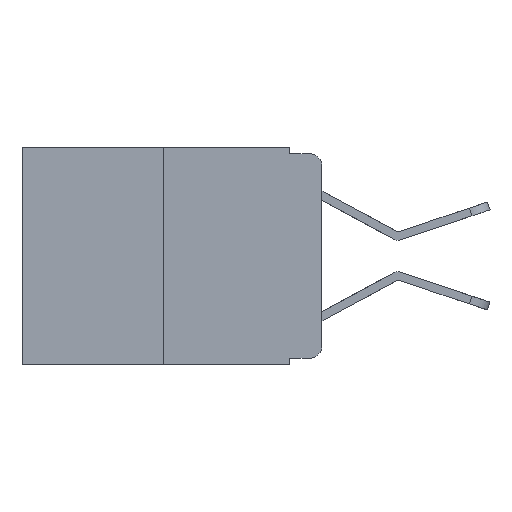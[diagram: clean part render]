
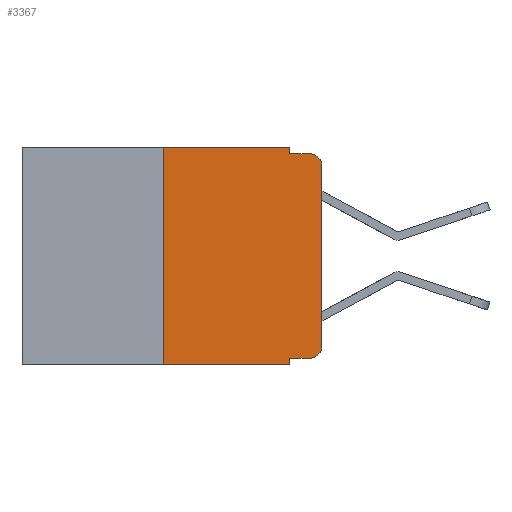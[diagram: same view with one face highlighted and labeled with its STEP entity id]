
A CAD part, left-side view. The second image highlights one B-rep face of the part: STEP entity #3367.
In plain terms, the highlighted planar face has unit normal (-1, 0, 0).
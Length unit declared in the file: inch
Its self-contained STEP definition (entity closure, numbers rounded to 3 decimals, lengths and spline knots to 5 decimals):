
#21 = CARTESIAN_POINT ( 'NONE',  ( 0., 0.051, 0. ) ) ;
#214 = AXIS2_PLACEMENT_3D ( 'NONE', #7223, #2104, #8013 ) ;
#358 = CARTESIAN_POINT ( 'NONE',  ( 0., 0.25, -0.343 ) ) ;
#472 = LINE ( 'NONE', #7941, #3187 ) ;
#483 = LINE ( 'NONE', #3147, #9027 ) ;
#1124 = VERTEX_POINT ( 'NONE', #6235 ) ;
#1128 = DIRECTION ( 'NONE',  ( 0., -1., 0. ) ) ;
#1180 = CARTESIAN_POINT ( 'NONE',  ( 0., 0.473, -0.343 ) ) ;
#1256 = VECTOR ( 'NONE', #4367, 39.37008 ) ;
#1267 = CIRCLE ( 'NONE', #1589, 0.02 ) ;
#1589 = AXIS2_PLACEMENT_3D ( 'NONE', #9220, #4634, #9943 ) ;
#2001 = DIRECTION ( 'NONE',  ( 0., 0., 1. ) ) ;
#2026 = VECTOR ( 'NONE', #5694, 39.37008 ) ;
#2104 = DIRECTION ( 'NONE',  ( 1., 0., 0. ) ) ;
#2353 = CARTESIAN_POINT ( 'NONE',  ( 0., 0.051, -0.333 ) ) ;
#2617 = CARTESIAN_POINT ( 'NONE',  ( 0., 0.051, 0. ) ) ;
#2996 = VERTEX_POINT ( 'NONE', #2617 ) ;
#3125 = CARTESIAN_POINT ( 'NONE',  ( 0., 0.02, -0.01 ) ) ;
#3147 = CARTESIAN_POINT ( 'NONE',  ( 0., 0.051, -0.333 ) ) ;
#3187 = VECTOR ( 'NONE', #2001, 39.37008 ) ;
#3296 = CARTESIAN_POINT ( 'NONE',  ( 0., 0.25, 0. ) ) ;
#3305 = VERTEX_POINT ( 'NONE', #9603 ) ;
#3367 = ADVANCED_FACE ( 'NONE', ( #7927 ), #6718, .F. ) ;
#3478 = LINE ( 'NONE', #21, #7510 ) ;
#3677 = CARTESIAN_POINT ( 'NONE',  ( 0., 0.473, 0. ) ) ;
#3725 = CARTESIAN_POINT ( 'NONE',  ( 0., 0.02, -0.03 ) ) ;
#3855 = VERTEX_POINT ( 'NONE', #3125 ) ;
#3977 = CARTESIAN_POINT ( 'NONE',  ( 0., 0., -0.03 ) ) ;
#4010 = VECTOR ( 'NONE', #4971, 39.37008 ) ;
#4204 = LINE ( 'NONE', #8570, #8120 ) ;
#4367 = DIRECTION ( 'NONE',  ( 0., -1., 0. ) ) ;
#4371 = ORIENTED_EDGE ( 'NONE', *, *, #9363, .T. ) ;
#4382 = ORIENTED_EDGE ( 'NONE', *, *, #8873, .T. ) ;
#4400 = CARTESIAN_POINT ( 'NONE',  ( 0., 0.051, -0.343 ) ) ;
#4403 = ORIENTED_EDGE ( 'NONE', *, *, #8390, .F. ) ;
#4413 = ORIENTED_EDGE ( 'NONE', *, *, #7891, .F. ) ;
#4456 = ORIENTED_EDGE ( 'NONE', *, *, #8826, .F. ) ;
#4468 = ORIENTED_EDGE ( 'NONE', *, *, #7363, .F. ) ;
#4503 = ORIENTED_EDGE ( 'NONE', *, *, #10582, .T. ) ;
#4514 = ORIENTED_EDGE ( 'NONE', *, *, #6815, .F. ) ;
#4538 = ORIENTED_EDGE ( 'NONE', *, *, #6291, .T. ) ;
#4558 = ORIENTED_EDGE ( 'NONE', *, *, #5758, .T. ) ;
#4592 = LINE ( 'NONE', #8789, #2026 ) ;
#4617 = DIRECTION ( 'NONE',  ( 0., 0., -1. ) ) ;
#4634 = DIRECTION ( 'NONE',  ( -1., 0., 0. ) ) ;
#4660 = VERTEX_POINT ( 'NONE', #2353 ) ;
#4819 = CIRCLE ( 'NONE', #5916, 0.02 ) ;
#4971 = DIRECTION ( 'NONE',  ( 0., -1., 0. ) ) ;
#5203 = VERTEX_POINT ( 'NONE', #3296 ) ;
#5308 = VERTEX_POINT ( 'NONE', #358 ) ;
#5625 = DIRECTION ( 'NONE',  ( 0., 0., -1. ) ) ;
#5694 = DIRECTION ( 'NONE',  ( 0., 0., 1. ) ) ;
#5758 = EDGE_CURVE ( 'NONE', #1124, #6078, #1267, .T. ) ;
#5916 = AXIS2_PLACEMENT_3D ( 'NONE', #3725, #9201, #4617 ) ;
#6078 = VERTEX_POINT ( 'NONE', #7119 ) ;
#6114 = LINE ( 'NONE', #1180, #4010 ) ;
#6185 = EDGE_LOOP ( 'NONE', ( #4371, #4382, #4403, #4413, #4456, #4468, #4503, #4514, #4538, #4558 ) ) ;
#6235 = CARTESIAN_POINT ( 'NONE',  ( 0., 0.02, -0.333 ) ) ;
#6291 = EDGE_CURVE ( 'NONE', #4660, #1124, #483, .T. ) ;
#6670 = CARTESIAN_POINT ( 'NONE',  ( 0., 0.051, -0.01 ) ) ;
#6718 = PLANE ( 'NONE',  #214 ) ;
#6815 = EDGE_CURVE ( 'NONE', #4660, #8509, #4204, .T. ) ;
#7003 = VERTEX_POINT ( 'NONE', #3977 ) ;
#7119 = CARTESIAN_POINT ( 'NONE',  ( 0., 0., -0.313 ) ) ;
#7223 = CARTESIAN_POINT ( 'NONE',  ( 0., 0.473, 0. ) ) ;
#7363 = EDGE_CURVE ( 'NONE', #5308, #5203, #4592, .T. ) ;
#7510 = VECTOR ( 'NONE', #5625, 39.37008 ) ;
#7891 = EDGE_CURVE ( 'NONE', #2996, #3305, #3478, .T. ) ;
#7927 = FACE_OUTER_BOUND ( 'NONE', #6185, .T. ) ;
#7941 = CARTESIAN_POINT ( 'NONE',  ( 0., 0., 0. ) ) ;
#8013 = DIRECTION ( 'NONE',  ( 0., 0., -1. ) ) ;
#8120 = VECTOR ( 'NONE', #9306, 39.37008 ) ;
#8390 = EDGE_CURVE ( 'NONE', #3305, #3855, #10045, .T. ) ;
#8509 = VERTEX_POINT ( 'NONE', #4400 ) ;
#8570 = CARTESIAN_POINT ( 'NONE',  ( 0., 0.051, 0. ) ) ;
#8789 = CARTESIAN_POINT ( 'NONE',  ( 0., 0.25, 0. ) ) ;
#8826 = EDGE_CURVE ( 'NONE', #5203, #2996, #9362, .T. ) ;
#8873 = EDGE_CURVE ( 'NONE', #7003, #3855, #4819, .T. ) ;
#9027 = VECTOR ( 'NONE', #1128, 39.37008 ) ;
#9201 = DIRECTION ( 'NONE',  ( -1., 0., 0. ) ) ;
#9220 = CARTESIAN_POINT ( 'NONE',  ( 0., 0.02, -0.313 ) ) ;
#9306 = DIRECTION ( 'NONE',  ( 0., 0., -1. ) ) ;
#9362 = LINE ( 'NONE', #3677, #10552 ) ;
#9363 = EDGE_CURVE ( 'NONE', #6078, #7003, #472, .T. ) ;
#9603 = CARTESIAN_POINT ( 'NONE',  ( 0., 0.051, -0.01 ) ) ;
#9887 = DIRECTION ( 'NONE',  ( 0., -1., 0. ) ) ;
#9943 = DIRECTION ( 'NONE',  ( 0., 0., -1. ) ) ;
#10045 = LINE ( 'NONE', #6670, #1256 ) ;
#10552 = VECTOR ( 'NONE', #9887, 39.37008 ) ;
#10582 = EDGE_CURVE ( 'NONE', #5308, #8509, #6114, .T. ) ;
